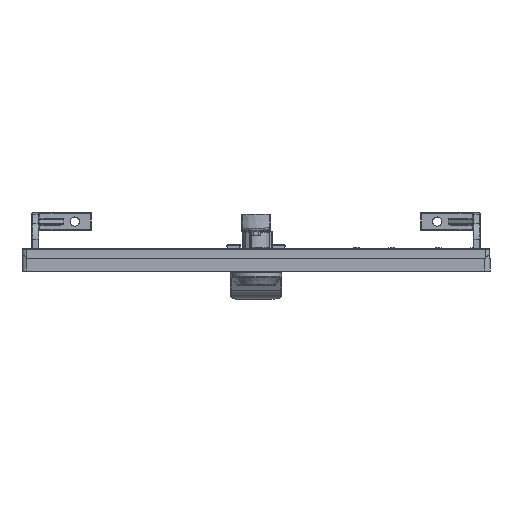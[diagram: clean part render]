
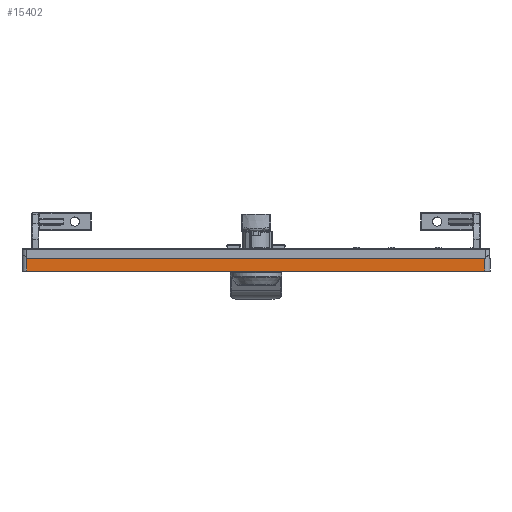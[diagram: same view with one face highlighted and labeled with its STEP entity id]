
A CAD part, left-side view. The second image highlights one B-rep face of the part: STEP entity #15402.
In plain terms, the highlighted planar face has unit normal (-1, 0, 0).
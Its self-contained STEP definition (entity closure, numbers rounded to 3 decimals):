
#1476=FACE_OUTER_BOUND('',#2529,.T.);
#2529=EDGE_LOOP('',(#11057,#11058,#11059,#11060));
#4392=LINE('',#23356,#5405);
#4684=LINE('',#25489,#5697);
#4685=LINE('',#25492,#5698);
#4686=LINE('',#25493,#5699);
#5405=VECTOR('',#18426,260.452);
#5697=VECTOR('',#19350,7.052);
#5698=VECTOR('',#19353,260.452);
#5699=VECTOR('',#19354,7.052);
#6423=VERTEX_POINT('',#23353);
#6424=VERTEX_POINT('',#23355);
#6817=VERTEX_POINT('',#25485);
#6818=VERTEX_POINT('',#25491);
#7864=EDGE_CURVE('',#6424,#6423,#4392,.T.);
#8369=EDGE_CURVE('',#6423,#6817,#4684,.T.);
#8370=EDGE_CURVE('',#6817,#6818,#4685,.T.);
#8371=EDGE_CURVE('',#6424,#6818,#4686,.T.);
#11057=ORIENTED_EDGE('',*,*,#7864,.T.);
#11058=ORIENTED_EDGE('',*,*,#8369,.T.);
#11059=ORIENTED_EDGE('',*,*,#8370,.T.);
#11060=ORIENTED_EDGE('',*,*,#8371,.F.);
#15022=PLANE('',#16772);
#15402=ADVANCED_FACE('',(#1476),#15022,.F.);
#16772=AXIS2_PLACEMENT_3D('',#25490,#19351,#19352);
#18426=DIRECTION('',(0.,-1.,0.));
#19350=DIRECTION('',(0.,0.,1.));
#19351=DIRECTION('center_axis',(1.,0.,0.));
#19352=DIRECTION('ref_axis',(0.,-1.,0.));
#19353=DIRECTION('',(0.,1.,0.));
#19354=DIRECTION('',(0.,0.,1.));
#23353=CARTESIAN_POINT('',(-99.952,-130.2,0.));
#23355=CARTESIAN_POINT('',(-99.952,130.252,0.));
#23356=CARTESIAN_POINT('',(-99.952,130.252,0.));
#25485=CARTESIAN_POINT('',(-99.952,-130.2,7.052));
#25489=CARTESIAN_POINT('',(-99.952,-130.2,0.));
#25490=CARTESIAN_POINT('Origin',(-99.952,130.252,0.));
#25491=CARTESIAN_POINT('',(-99.952,130.252,7.052));
#25492=CARTESIAN_POINT('',(-99.952,-130.2,7.052));
#25493=CARTESIAN_POINT('',(-99.952,130.252,0.));
